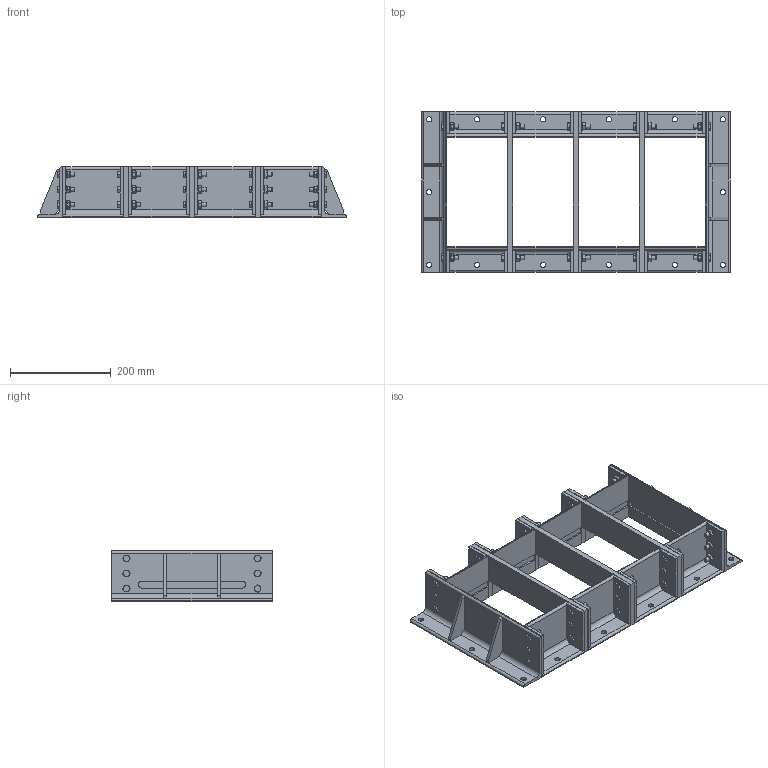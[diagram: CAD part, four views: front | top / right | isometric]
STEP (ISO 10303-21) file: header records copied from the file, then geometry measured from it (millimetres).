
FILE_DESCRIPTION((''),'2;1');
FILE_NAME('GKO 6x4.stp','2016-10-14T07:49:50',(''),(''),'Autodesk Inventor 2013','Autodesk Inventor 2013','');
FILE_SCHEMA(('AUTOMOTIVE_DESIGN { 1 0 10303 214 1 1 1 1 }'));
Length unit declared in the file: millimetre
Products named in the file (20): Assembly3_1; 100-032932; 100-032933; 100-032945; 100-032944; 100-032934; 100-023059; 100-002310; 100-001228; 100-032938; 100-032950; 100-067316; 100-001053; 100-004658; 100-032935; 100-032936; 100-032948; 100-032949; 100-032946; 100-032947
Assembly tree (42 placements, depth 4):
  Assembly3_1
    100-032932  x2
      100-032933
        100-032945
        100-032944  x2
      100-032934
        100-023059
        100-002310
        100-001228
    100-032938  x3
      100-032950
      100-067316
        100-001053
        100-004658
        100-001228
    100-032935  x8
      100-032936
        100-032948
        100-032949  x2
      100-032946
      100-032947
Bounding box: 612 x 318 x 100 mm (x, y, z)
Volume: 2554827.6 mm3; surface area: 1072512.7 mm2
Topology: 139 solids, 139 shells, 1642 faces, 3680 edges, 2378 vertices
Faces by surface type: plane 988, cone 330, cylinder 324
Full cylindrical faces by diameter (mm): 6.647 x30, 8 x78, 8.4 x30, 8.5 x78, 10.5 x14, 11.63 x30, 16 x30
Entity records: 4938 total; most frequent: CARTESIAN_POINT 825, DIRECTION 805, ORIENTED_EDGE 622, AXIS2_PLACEMENT_3D 316, EDGE_CURVE 311, EDGE_LOOP 253, VERTEX_POINT 228, VECTOR 173
